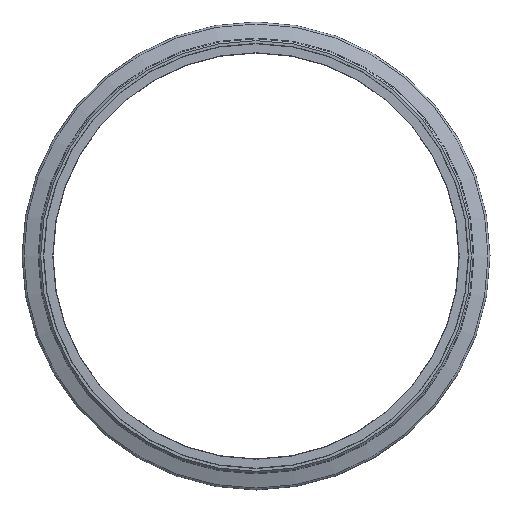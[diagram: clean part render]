
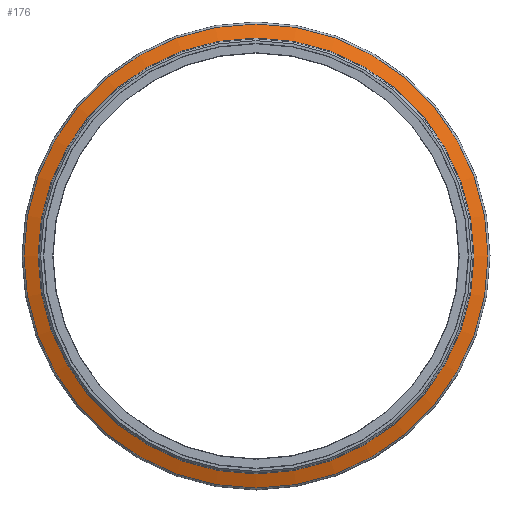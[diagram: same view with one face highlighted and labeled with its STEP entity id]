
A CAD part, left-side view. The second image highlights one B-rep face of the part: STEP entity #176.
In plain terms, the highlighted conical face has half-angle 70 degrees and reference radius 139.5 mm.
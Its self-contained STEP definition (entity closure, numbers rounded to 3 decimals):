
#23=CONICAL_SURFACE('',#216,139.5,1.222);
#44=ORIENTED_EDGE('',*,*,#67,.T.);
#45=ORIENTED_EDGE('',*,*,#74,.T.);
#67=EDGE_CURVE('',#82,#82,#97,.T.);
#74=EDGE_CURVE('',#89,#89,#104,.T.);
#82=VERTEX_POINT('',#305);
#89=VERTEX_POINT('',#323);
#97=CIRCLE('',#206,140.158);
#104=CIRCLE('',#217,149.184);
#119=EDGE_LOOP('',(#44));
#120=EDGE_LOOP('',(#45));
#149=FACE_BOUND('',#119,.T.);
#150=FACE_BOUND('',#120,.T.);
#176=ADVANCED_FACE('',(#149,#150),#23,.T.);
#206=AXIS2_PLACEMENT_3D('',#304,#246,#247);
#216=AXIS2_PLACEMENT_3D('',#321,#266,#267);
#217=AXIS2_PLACEMENT_3D('',#322,#268,#269);
#246=DIRECTION('',(1.,0.,0.));
#247=DIRECTION('',(0.,0.,-1.));
#266=DIRECTION('',(1.,0.,0.));
#267=DIRECTION('',(0.,0.,-1.));
#268=DIRECTION('',(-1.,0.,0.));
#269=DIRECTION('',(0.,0.,1.));
#304=CARTESIAN_POINT('',(18.621,0.,0.));
#305=CARTESIAN_POINT('',(18.621,0.,-140.158));
#321=CARTESIAN_POINT('',(18.381,0.,0.));
#322=CARTESIAN_POINT('',(21.906,0.,0.));
#323=CARTESIAN_POINT('',(21.906,0.,149.184));
